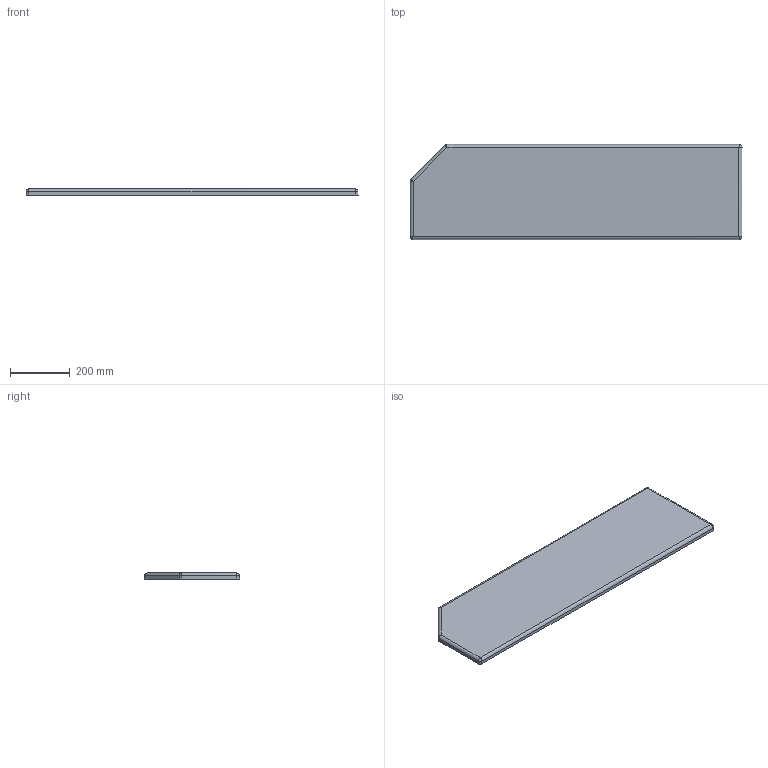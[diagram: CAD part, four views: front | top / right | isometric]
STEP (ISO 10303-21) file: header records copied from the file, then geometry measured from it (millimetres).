
FILE_DESCRIPTION(/* description */ (''),/* implementation_level */ '2;1');
FILE_NAME(/* name */ '20mm part prop case v1.step',/* time_stamp */ '2024-06-20T13:22:53+05:30',/* author */ (''),/* organization */ (''),/* preprocessor_version */ 'ST-DEVELOPER v20',/* originating_system */ 'Autodesk Translation Framework v13.14.0.145',/* authorisation */ '');
FILE_SCHEMA (('AUTOMOTIVE_DESIGN { 1 0 10303 214 3 1 1 }'));
Length unit declared in the file: millimetre
Products named in the file (2): (Unsaved); 20mm part prop case
Assembly tree (1 placements, depth 2):
  (Unsaved)
    20mm part prop case
Bounding box: 1107.13 x 317.13 x 20.13 mm (x, y, z)
Volume: 6825958.7 mm3; surface area: 733414 mm2
Topology: 1 solids, 1 shells, 38 faces, 91 edges, 58 vertices
Faces by surface type: bspline 13, plane 11, cone 9, cylinder 5
Entity records: 9475 total; most frequent: CARTESIAN_POINT 8647, ORIENTED_EDGE 172, DIRECTION 125, EDGE_CURVE 86, VERTEX_POINT 58, AXIS2_PLACEMENT_3D 48, EDGE_LOOP 46, FACE_OUTER_BOUND 38
